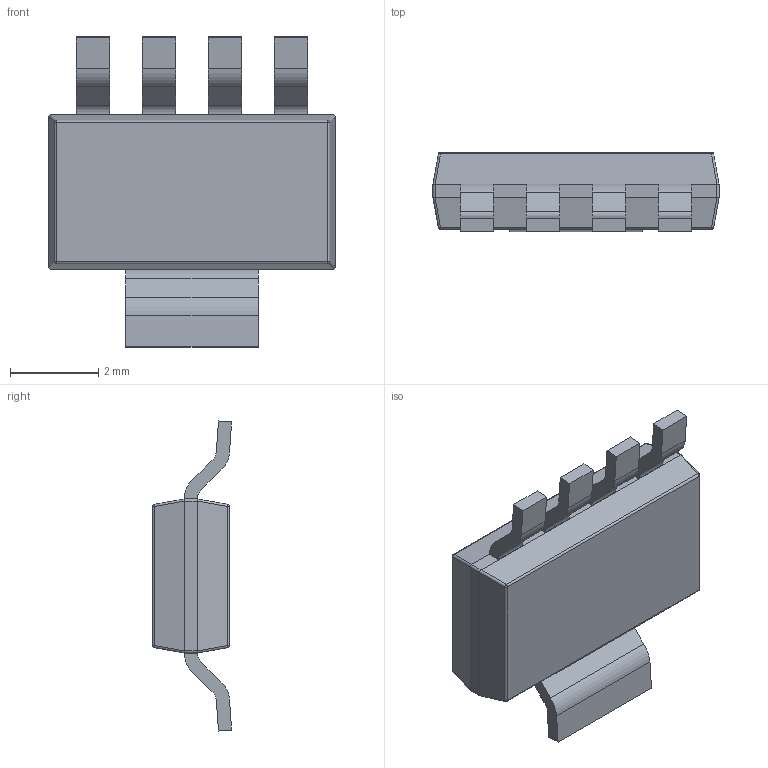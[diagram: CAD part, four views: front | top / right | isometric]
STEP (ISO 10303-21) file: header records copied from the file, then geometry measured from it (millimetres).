
FILE_DESCRIPTION (( 'STEP AP214' ), '1' );
FILE_NAME ('LP38692MP-3.3(slash)NOPB.STEP', '2020-08-29T18:59:49', ( '' ), ( '' ), 'SwSTEP 2.0', 'SolidWorks 2017', '' );
FILE_SCHEMA (( 'AUTOMOTIVE_DESIGN' ));
Length unit declared in the file: millimetre
Products named in the file (1): LP38692MP-3.3(slash)NOPB
Bounding box: 6.5 x 1.8 x 7.04 mm (x, y, z)
Volume: 41.6 mm3; surface area: 108.7 mm2
Topology: 6 solids, 6 shells, 112 faces, 268 edges, 168 vertices
Faces by surface type: plane 64, cylinder 40, bspline 8
Entity records: 3479 total; most frequent: CARTESIAN_POINT 813, ORIENTED_EDGE 536, DIRECTION 526, EDGE_CURVE 268, LINE 188, VECTOR 188, AXIS2_PLACEMENT_3D 169, VERTEX_POINT 168
